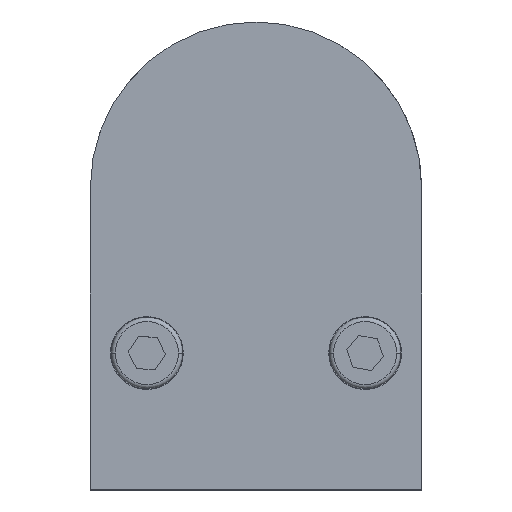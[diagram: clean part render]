
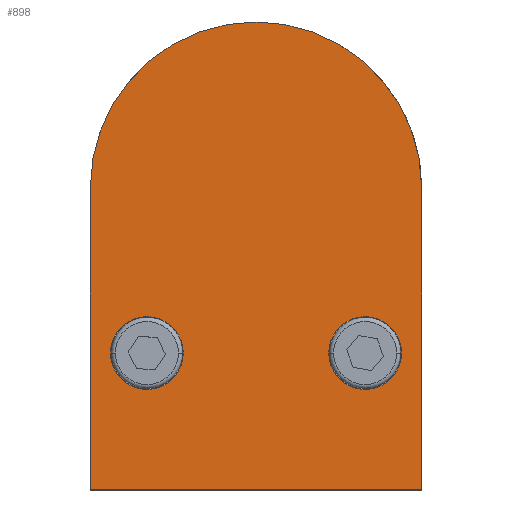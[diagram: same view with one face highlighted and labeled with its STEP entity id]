
A CAD part, top view. The second image highlights one B-rep face of the part: STEP entity #898.
In plain terms, the highlighted planar face has unit normal (0, 0, 1).
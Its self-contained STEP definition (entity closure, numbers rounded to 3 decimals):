
#8 = CARTESIAN_POINT ( 'NONE',  ( -20.5, 59.5, 14.25 ) ) ;
#36 = EDGE_CURVE ( 'NONE', #2833, #224, #530, .T. ) ;
#37 = FACE_BOUND ( 'NONE', #1422, .T. ) ;
#42 = DIRECTION ( 'NONE',  ( 1., 0., 0. ) ) ;
#59 = CIRCLE ( 'NONE', #2904, 4.5 ) ;
#73 = FACE_BOUND ( 'NONE', #1318, .T. ) ;
#104 = VERTEX_POINT ( 'NONE', #2185 ) ;
#169 = ORIENTED_EDGE ( 'NONE', *, *, #3246, .T. ) ;
#224 = VERTEX_POINT ( 'NONE', #8 ) ;
#301 = CARTESIAN_POINT ( 'NONE',  ( 9., 39.038, 14.25 ) ) ;
#310 = DIRECTION ( 'NONE',  ( 0., 1., 0. ) ) ;
#324 = DIRECTION ( 'NONE',  ( 0., 0., 1. ) ) ;
#340 = AXIS2_PLACEMENT_3D ( 'NONE', #796, #2118, #42 ) ;
#402 = VECTOR ( 'NONE', #310, 1000. ) ;
#464 = EDGE_CURVE ( 'NONE', #516, #1069, #1273, .T. ) ;
#516 = VERTEX_POINT ( 'NONE', #963 ) ;
#530 = CIRCLE ( 'NONE', #2103, 20.5 ) ;
#650 = CARTESIAN_POINT ( 'NONE',  ( 13.5, 39.038, 14.25 ) ) ;
#652 = EDGE_CURVE ( 'NONE', #1320, #2684, #1675, .T. ) ;
#796 = CARTESIAN_POINT ( 'NONE',  ( -13.5, 39.038, 14.25 ) ) ;
#850 = DIRECTION ( 'NONE',  ( 1., 0., 0. ) ) ;
#898 = ADVANCED_FACE ( 'NONE', ( #73, #37, #2045 ), #2822, .T. ) ;
#943 = LINE ( 'NONE', #1508, #1780 ) ;
#963 = CARTESIAN_POINT ( 'NONE',  ( -18., 39.038, 14.25 ) ) ;
#979 = AXIS2_PLACEMENT_3D ( 'NONE', #2572, #324, #1321 ) ;
#1006 = DIRECTION ( 'NONE',  ( 1., 0., 0. ) ) ;
#1069 = VERTEX_POINT ( 'NONE', #2237 ) ;
#1097 = VECTOR ( 'NONE', #1347, 1000. ) ;
#1107 = LINE ( 'NONE', #2806, #402 ) ;
#1210 = CIRCLE ( 'NONE', #340, 4.5 ) ;
#1224 = DIRECTION ( 'NONE',  ( 1., 0., 0. ) ) ;
#1230 = ORIENTED_EDGE ( 'NONE', *, *, #652, .F. ) ;
#1273 = CIRCLE ( 'NONE', #2950, 4.5 ) ;
#1277 = CARTESIAN_POINT ( 'NONE',  ( 20.5, 59.5, 14.25 ) ) ;
#1309 = LINE ( 'NONE', #2316, #1097 ) ;
#1318 = EDGE_LOOP ( 'NONE', ( #2869, #1393 ) ) ;
#1320 = VERTEX_POINT ( 'NONE', #301 ) ;
#1321 = DIRECTION ( 'NONE',  ( 1., 0., 0. ) ) ;
#1339 = ORIENTED_EDGE ( 'NONE', *, *, #2117, .F. ) ;
#1347 = DIRECTION ( 'NONE',  ( 0., -1., 0. ) ) ;
#1393 = ORIENTED_EDGE ( 'NONE', *, *, #464, .F. ) ;
#1399 = DIRECTION ( 'NONE',  ( 0., 0., 1. ) ) ;
#1422 = EDGE_LOOP ( 'NONE', ( #1339, #1230 ) ) ;
#1508 = CARTESIAN_POINT ( 'NONE',  ( 47.6, 22.142, 14.25 ) ) ;
#1533 = CARTESIAN_POINT ( 'NONE',  ( 18., 39.038, 14.25 ) ) ;
#1645 = EDGE_CURVE ( 'NONE', #224, #1982, #1309, .T. ) ;
#1675 = CIRCLE ( 'NONE', #2887, 4.5 ) ;
#1718 = EDGE_CURVE ( 'NONE', #1069, #516, #1210, .T. ) ;
#1774 = ORIENTED_EDGE ( 'NONE', *, *, #1645, .T. ) ;
#1780 = VECTOR ( 'NONE', #1955, 1000. ) ;
#1896 = EDGE_CURVE ( 'NONE', #104, #1982, #943, .T. ) ;
#1902 = ORIENTED_EDGE ( 'NONE', *, *, #1896, .F. ) ;
#1955 = DIRECTION ( 'NONE',  ( -1., 0., 0. ) ) ;
#1956 = ORIENTED_EDGE ( 'NONE', *, *, #36, .T. ) ;
#1982 = VERTEX_POINT ( 'NONE', #3126 ) ;
#2045 = FACE_OUTER_BOUND ( 'NONE', #2623, .T. ) ;
#2103 = AXIS2_PLACEMENT_3D ( 'NONE', #3133, #2606, #2341 ) ;
#2117 = EDGE_CURVE ( 'NONE', #2684, #1320, #59, .T. ) ;
#2118 = DIRECTION ( 'NONE',  ( 0., 0., 1. ) ) ;
#2185 = CARTESIAN_POINT ( 'NONE',  ( 20.5, 22.142, 14.25 ) ) ;
#2237 = CARTESIAN_POINT ( 'NONE',  ( -9., 39.038, 14.25 ) ) ;
#2262 = DIRECTION ( 'NONE',  ( 0., 0., 1. ) ) ;
#2316 = CARTESIAN_POINT ( 'NONE',  ( -20.5, 0., 14.25 ) ) ;
#2341 = DIRECTION ( 'NONE',  ( 1., 0., 0. ) ) ;
#2572 = CARTESIAN_POINT ( 'NONE',  ( 0., 59.5, 14.25 ) ) ;
#2606 = DIRECTION ( 'NONE',  ( 0., 0., 1. ) ) ;
#2623 = EDGE_LOOP ( 'NONE', ( #1902, #169, #1956, #1774 ) ) ;
#2684 = VERTEX_POINT ( 'NONE', #1533 ) ;
#2755 = CARTESIAN_POINT ( 'NONE',  ( 13.5, 39.038, 14.25 ) ) ;
#2806 = CARTESIAN_POINT ( 'NONE',  ( 20.5, 0., 14.25 ) ) ;
#2822 = PLANE ( 'NONE',  #979 ) ;
#2833 = VERTEX_POINT ( 'NONE', #1277 ) ;
#2869 = ORIENTED_EDGE ( 'NONE', *, *, #1718, .F. ) ;
#2887 = AXIS2_PLACEMENT_3D ( 'NONE', #2755, #2262, #1006 ) ;
#2904 = AXIS2_PLACEMENT_3D ( 'NONE', #650, #1399, #1224 ) ;
#2950 = AXIS2_PLACEMENT_3D ( 'NONE', #3177, #3147, #850 ) ;
#3126 = CARTESIAN_POINT ( 'NONE',  ( -20.5, 22.142, 14.25 ) ) ;
#3133 = CARTESIAN_POINT ( 'NONE',  ( 0., 59.5, 14.25 ) ) ;
#3147 = DIRECTION ( 'NONE',  ( 0., 0., 1. ) ) ;
#3177 = CARTESIAN_POINT ( 'NONE',  ( -13.5, 39.038, 14.25 ) ) ;
#3246 = EDGE_CURVE ( 'NONE', #104, #2833, #1107, .T. ) ;
